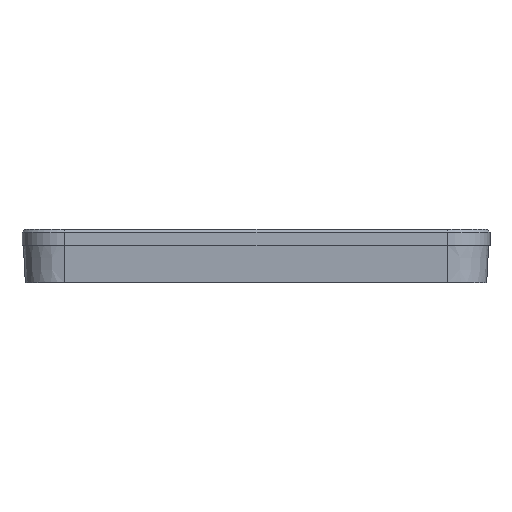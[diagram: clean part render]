
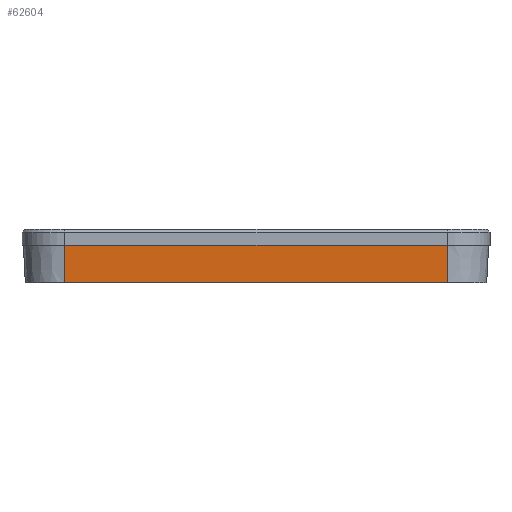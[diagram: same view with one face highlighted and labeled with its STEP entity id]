
A CAD part, left-side view. The second image highlights one B-rep face of the part: STEP entity #62604.
In plain terms, the highlighted face is planar.
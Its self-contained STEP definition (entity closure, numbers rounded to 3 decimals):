
#295=DIRECTION('',(0.,0.,1.));
#296=VECTOR('',#295,72.);
#297=CARTESIAN_POINT('',(-43.383,0.,-36.));
#298=LINE('16325',#297,#296);
#449=DIRECTION('',(-0.052,0.999,0.));
#450=VECTOR('',#449,7.01);
#451=CARTESIAN_POINT('',(-43.383,0.,36.));
#452=LINE('16342',#451,#450);
#456=DIRECTION('',(-0.052,0.999,0.));
#457=VECTOR('',#456,7.01);
#458=CARTESIAN_POINT('',(-43.383,0.,-36.));
#459=LINE('16341',#458,#457);
#516=DIRECTION('',(0.,0.,1.));
#517=VECTOR('',#516,72.);
#518=CARTESIAN_POINT('',(-43.75,7.,-36.));
#519=LINE('16333',#518,#517);
#55650=CARTESIAN_POINT('',(-43.383,0.,-36.));
#55652=VERTEX_POINT('',#55650);
#55653=CARTESIAN_POINT('',(-43.383,0.,36.));
#55654=VERTEX_POINT('',#55653);
#55666=CARTESIAN_POINT('',(-43.75,7.,-36.));
#55668=VERTEX_POINT('',#55666);
#55669=CARTESIAN_POINT('',(-43.75,7.,36.));
#55670=VERTEX_POINT('',#55669);
#62592=CARTESIAN_POINT('',(-43.75,7.,-37.12));
#62593=DIRECTION('',(-0.999,-0.052,0.));
#62594=DIRECTION('',(0.,0.,1.));
#62595=AXIS2_PLACEMENT_3D('',#62592,#62593,#62594);
#62596=PLANE('16320',#62595);
#62597=ORIENTED_EDGE('16325',*,*,#62402,.F.);
#62598=ORIENTED_EDGE('16341',*,*,#62454,.T.);
#62600=ORIENTED_EDGE('16333',*,*,#62599,.T.);
#62601=ORIENTED_EDGE('16342',*,*,#62577,.F.);
#62602=EDGE_LOOP('16320',(#62597,#62598,#62600,#62601));
#62603=FACE_OUTER_BOUND('16320',#62602,.F.);
#62604=ADVANCED_FACE('16320',(#62603),#62596,.T.);
#62402=EDGE_CURVE('16325',#55652,#55654,#298,.T.);
#62454=EDGE_CURVE('16341',#55652,#55668,#459,.T.);
#62577=EDGE_CURVE('16342',#55654,#55670,#452,.T.);
#62599=EDGE_CURVE('16333',#55668,#55670,#519,.T.);
